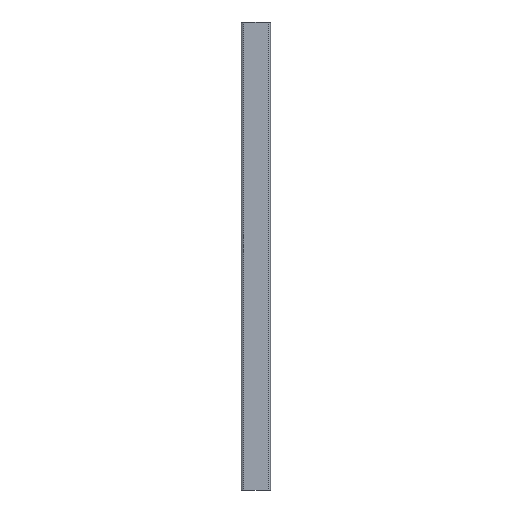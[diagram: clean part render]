
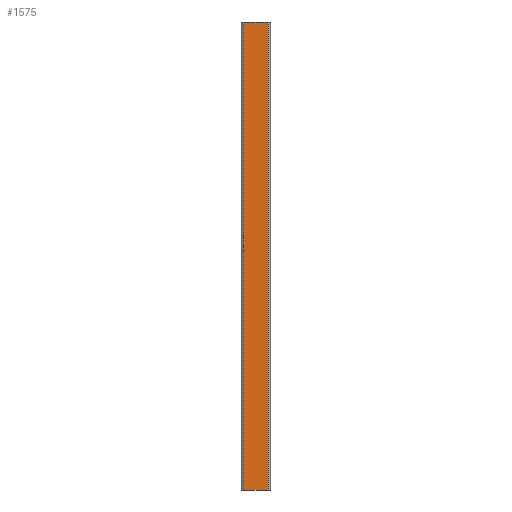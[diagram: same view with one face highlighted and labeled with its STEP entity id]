
A CAD part, left-side view. The second image highlights one B-rep face of the part: STEP entity #1575.
In plain terms, the highlighted planar face has unit normal (-1, 0, 0).
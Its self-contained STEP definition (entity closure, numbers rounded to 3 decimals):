
#185 = VECTOR ( 'NONE', #1765, 1000. ) ;
#239 = VECTOR ( 'NONE', #1900, 1000. ) ;
#265 = VECTOR ( 'NONE', #1798, 1000. ) ;
#330 = FACE_OUTER_BOUND ( 'NONE', #1114, .T. ) ;
#343 = LINE ( 'NONE', #1918, #185 ) ;
#365 = LINE ( 'NONE', #1968, #239 ) ;
#372 = LINE ( 'NONE', #1856, #265 ) ;
#455 = EDGE_CURVE ( 'NONE', #931, #941, #603, .T. ) ;
#551 = ORIENTED_EDGE ( 'NONE', *, *, #3001, .F. ) ;
#599 = VECTOR ( 'NONE', #2829, 1000. ) ;
#603 = LINE ( 'NONE', #2827, #599 ) ;
#931 = VERTEX_POINT ( 'NONE', #2738 ) ;
#941 = VERTEX_POINT ( 'NONE', #2727 ) ;
#1004 = VERTEX_POINT ( 'NONE', #2634 ) ;
#1008 = VERTEX_POINT ( 'NONE', #2628 ) ;
#1114 = EDGE_LOOP ( 'NONE', ( #1422, #1469, #551, #3039 ) ) ;
#1422 = ORIENTED_EDGE ( 'NONE', *, *, #2999, .T. ) ;
#1469 = ORIENTED_EDGE ( 'NONE', *, *, #3000, .T. ) ;
#1575 = ADVANCED_FACE ( 'NONE', ( #330 ), #2324, .F. ) ;
#1684 = AXIS2_PLACEMENT_3D ( 'NONE', #2332, #2318, #2317 ) ;
#1765 = DIRECTION ( 'NONE',  ( 0., 0., -1. ) ) ;
#1798 = DIRECTION ( 'NONE',  ( 0., 0., -1. ) ) ;
#1856 = CARTESIAN_POINT ( 'NONE',  ( -20.5, 3.5, 330. ) ) ;
#1900 = DIRECTION ( 'NONE',  ( 0., -1., 0. ) ) ;
#1918 = CARTESIAN_POINT ( 'NONE',  ( -20.5, 37.5, 330. ) ) ;
#1968 = CARTESIAN_POINT ( 'NONE',  ( -20.5, 37.5, -330. ) ) ;
#2317 = DIRECTION ( 'NONE',  ( 0., 1., 0. ) ) ;
#2318 = DIRECTION ( 'NONE',  ( 1., 0., 0. ) ) ;
#2324 = PLANE ( 'NONE',  #1684 ) ;
#2332 = CARTESIAN_POINT ( 'NONE',  ( -20.5, 37.5, 330. ) ) ;
#2628 = CARTESIAN_POINT ( 'NONE',  ( -20.5, 37.5, -330. ) ) ;
#2634 = CARTESIAN_POINT ( 'NONE',  ( -20.5, 3.5, -330. ) ) ;
#2727 = CARTESIAN_POINT ( 'NONE',  ( -20.5, 3.5, 330. ) ) ;
#2738 = CARTESIAN_POINT ( 'NONE',  ( -20.5, 37.5, 330. ) ) ;
#2827 = CARTESIAN_POINT ( 'NONE',  ( -20.5, 37.5, 330. ) ) ;
#2829 = DIRECTION ( 'NONE',  ( 0., -1., 0. ) ) ;
#2999 = EDGE_CURVE ( 'NONE', #931, #1008, #343, .T. ) ;
#3000 = EDGE_CURVE ( 'NONE', #1008, #1004, #365, .T. ) ;
#3001 = EDGE_CURVE ( 'NONE', #941, #1004, #372, .T. ) ;
#3039 = ORIENTED_EDGE ( 'NONE', *, *, #455, .F. ) ;
